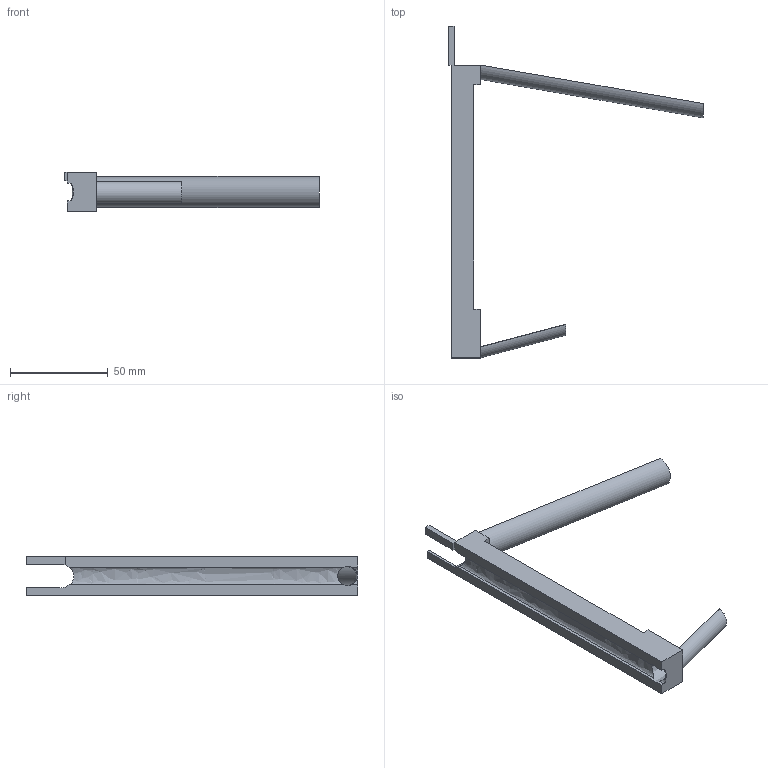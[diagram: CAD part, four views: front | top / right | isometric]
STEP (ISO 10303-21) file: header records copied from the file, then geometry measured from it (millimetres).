
FILE_DESCRIPTION( ( '' ), ' ' );
FILE_NAME( '5ade8bbe1ea4a80fb108bb1c.step', '2018-04-24T01:43:27', ( '' ), ( '' ), ' ', ' ', ' ' );
FILE_SCHEMA( ( 'AUTOMOTIVE_DESIGN { 1 0 10303 214 1 1 1 1 }' ) );
Length unit declared in the file: metre
Products named in the file (1): Part 1
Bounding box: 130.55 x 170 x 20 mm (x, y, z)
Volume: 37133.6 mm3; surface area: 18505.8 mm2
Topology: 1 solids, 1 shells, 44 faces, 116 edges, 73 vertices
Faces by surface type: plane 33, cylinder 4, bspline 4, extrusion 3
Entity records: 2071 total; most frequent: CARTESIAN_POINT 668, ORIENTED_EDGE 228, DIRECTION 188, EDGE_CURVE 114, VECTOR 82, LINE 79, VERTEX_POINT 72, AXIS2_PLACEMENT_3D 53
